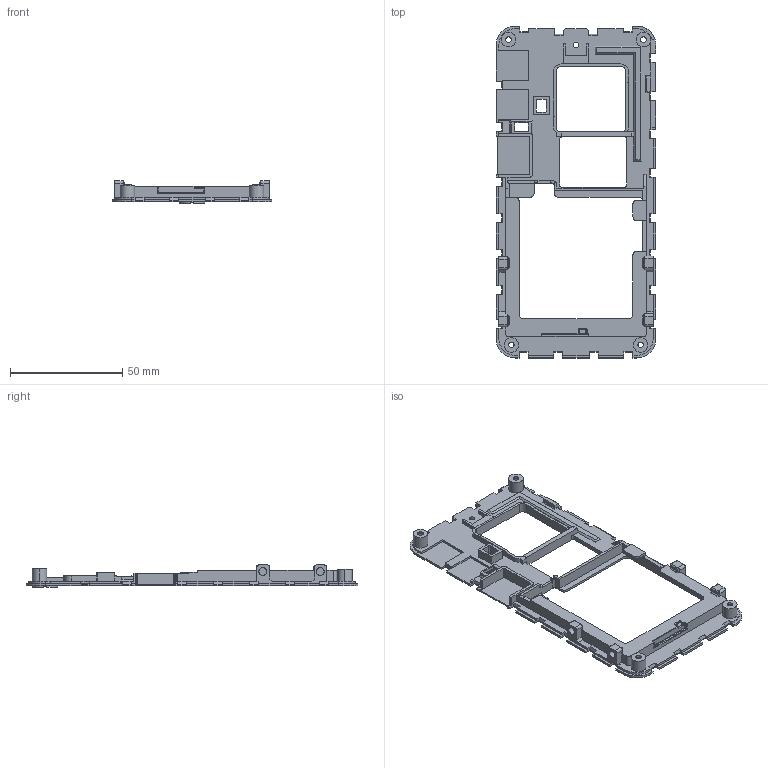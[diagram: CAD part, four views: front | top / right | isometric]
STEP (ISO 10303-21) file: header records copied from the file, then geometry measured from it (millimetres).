
FILE_DESCRIPTION (( 'STEP AP214' ), '1' );
FILE_NAME ('BACK_INNER_COVER _3.0.STEP', '2025-03-07T11:24:15', ( '' ), ( '' ), 'SwSTEP 2.0', 'SolidWorks 2024', '' );
FILE_SCHEMA (( 'AUTOMOTIVE_DESIGN' ));
Length unit declared in the file: millimetre
Products named in the file (1): BACK_INNER_COVER _3.0
Bounding box: 71.05 x 147.57 x 9.8 mm (x, y, z)
Volume: 12470.6 mm3; surface area: 18512.2 mm2
Topology: 1 solids, 1 shells, 691 faces, 1946 edges, 1264 vertices
Faces by surface type: plane 438, cylinder 206, cone 25, torus 17, sphere 5
Entity records: 22225 total; most frequent: CARTESIAN_POINT 4126, ORIENTED_EDGE 3882, DIRECTION 3691, EDGE_CURVE 1941, LINE 1453, VECTOR 1453, VERTEX_POINT 1264, AXIS2_PLACEMENT_3D 1119
